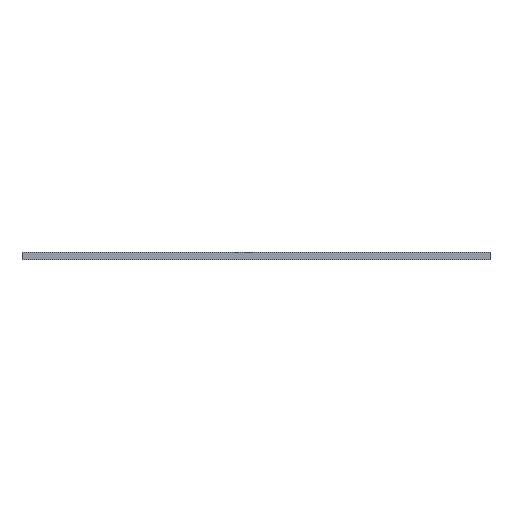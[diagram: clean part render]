
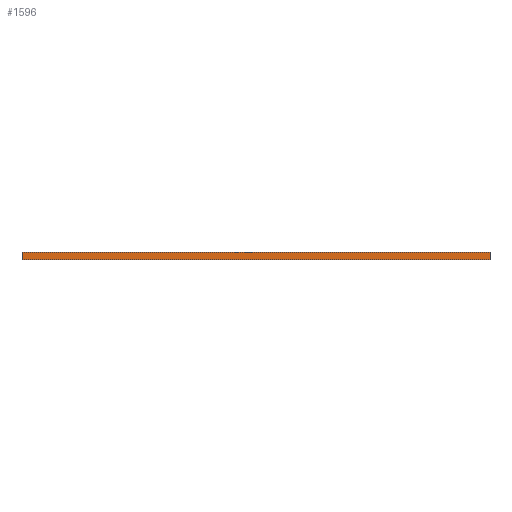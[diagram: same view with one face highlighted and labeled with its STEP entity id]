
A CAD part, left-side view. The second image highlights one B-rep face of the part: STEP entity #1596.
In plain terms, the highlighted planar face has unit normal (-1, 0, 0).
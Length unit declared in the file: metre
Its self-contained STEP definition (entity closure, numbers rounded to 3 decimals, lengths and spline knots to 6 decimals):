
#116=ORIENTED_EDGE('',*,*,#595,.F.);
#117=ORIENTED_EDGE('',*,*,#596,.F.);
#118=ORIENTED_EDGE('',*,*,#597,.T.);
#119=ORIENTED_EDGE('',*,*,#593,.T.);
#593=EDGE_CURVE('',#833,#832,#993,.T.);
#595=EDGE_CURVE('',#834,#832,#995,.T.);
#596=EDGE_CURVE('',#835,#834,#996,.T.);
#597=EDGE_CURVE('',#835,#833,#997,.T.);
#832=VERTEX_POINT('',#2317);
#833=VERTEX_POINT('',#2319);
#834=VERTEX_POINT('',#2323);
#835=VERTEX_POINT('',#2325);
#993=LINE('',#2318,#1169);
#995=LINE('',#2322,#1171);
#996=LINE('',#2324,#1172);
#997=LINE('',#2326,#1173);
#1169=VECTOR('',#1846,1.);
#1171=VECTOR('',#1850,1.);
#1172=VECTOR('',#1851,1.);
#1173=VECTOR('',#1852,1.);
#1342=EDGE_LOOP('',(#116,#117,#118,#119));
#1444=FACE_BOUND('',#1342,.T.);
#1546=PLANE('',#1691);
#1596=ADVANCED_FACE('',(#1444),#1546,.T.);
#1691=AXIS2_PLACEMENT_3D('',#2321,#1848,#1849);
#1846=DIRECTION('',(0.,0.,-1.));
#1848=DIRECTION('',(-1.,0.,0.));
#1849=DIRECTION('',(0.,-1.,0.));
#1850=DIRECTION('',(0.,1.,0.));
#1851=DIRECTION('',(0.,0.,-1.));
#1852=DIRECTION('',(0.,1.,0.));
#2317=CARTESIAN_POINT('',(-0.059408,0.098501,0.));
#2318=CARTESIAN_POINT('',(-0.059408,0.098501,0.0015));
#2319=CARTESIAN_POINT('',(-0.059408,0.098501,0.0015));
#2321=CARTESIAN_POINT('',(-0.059408,0.05387,0.0015));
#2322=CARTESIAN_POINT('',(-0.059408,0.05387,0.));
#2323=CARTESIAN_POINT('',(-0.059408,0.009239,0.));
#2324=CARTESIAN_POINT('',(-0.059408,0.009239,0.0015));
#2325=CARTESIAN_POINT('',(-0.059408,0.009239,0.0015));
#2326=CARTESIAN_POINT('',(-0.059408,0.05387,0.0015));
